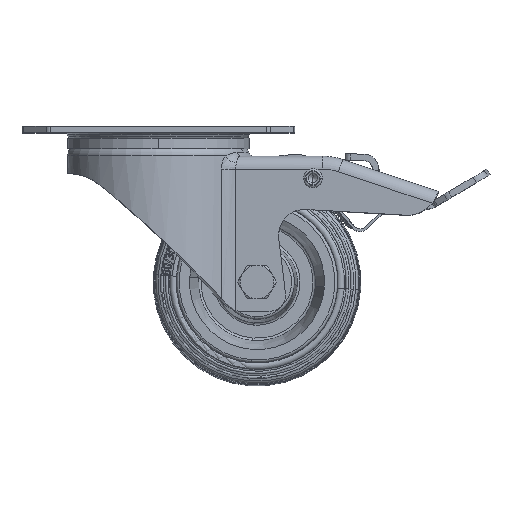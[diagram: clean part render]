
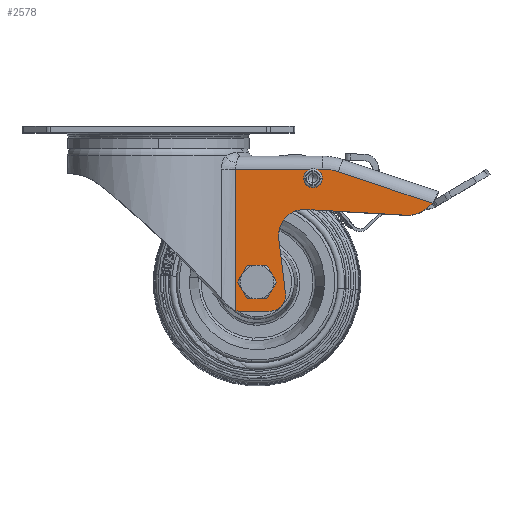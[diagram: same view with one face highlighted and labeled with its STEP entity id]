
A CAD part, top view. The second image highlights one B-rep face of the part: STEP entity #2578.
In plain terms, the highlighted planar face has unit normal (0, 0, 1).
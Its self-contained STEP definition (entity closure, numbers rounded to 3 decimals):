
#61 = ORIENTED_EDGE ( 'NONE', *, *, #7192, .T. ) ;
#568 = PLANE ( 'NONE',  #26336 ) ;
#945 = CIRCLE ( 'NONE', #66967, 6. ) ;
#1505 = ORIENTED_EDGE ( 'NONE', *, *, #14281, .T. ) ;
#2578 = ADVANCED_FACE ( 'NONE', ( #39296, #14349, #78176 ), #568, .T. ) ;
#2819 = VECTOR ( 'NONE', #66048, 1000. ) ;
#2889 = VECTOR ( 'NONE', #82337, 1000. ) ;
#5285 = VERTEX_POINT ( 'NONE', #47017 ) ;
#5319 = EDGE_CURVE ( 'NONE', #18894, #35839, #945, .T. ) ;
#5352 = CIRCLE ( 'NONE', #85201, 6. ) ;
#7192 = EDGE_CURVE ( 'NONE', #5285, #35839, #62485, .T. ) ;
#7549 = EDGE_CURVE ( 'NONE', #34281, #56369, #65740, .T. ) ;
#7895 = EDGE_CURVE ( 'NONE', #24430, #44400, #35521, .T. ) ;
#8028 = EDGE_CURVE ( 'NONE', #56369, #34281, #25913, .T. ) ;
#8752 = CARTESIAN_POINT ( 'NONE',  ( 62.1, -14., 23. ) ) ;
#8946 = CARTESIAN_POINT ( 'NONE',  ( 31.5, -59.2, 23. ) ) ;
#9628 = CARTESIAN_POINT ( 'NONE',  ( 63.025, -10.5, 23. ) ) ;
#9783 = DIRECTION ( 'NONE',  ( 0., -1., 0. ) ) ;
#9945 = DIRECTION ( 'NONE',  ( 0.993, 0.122, 0. ) ) ;
#12218 = DIRECTION ( 'NONE',  ( 0., 0., -1. ) ) ;
#14126 = CARTESIAN_POINT ( 'NONE',  ( 38., -54., 23. ) ) ;
#14281 = EDGE_CURVE ( 'NONE', #84327, #41197, #18830, .T. ) ;
#14335 = LINE ( 'NONE', #21237, #2819 ) ;
#14349 = FACE_BOUND ( 'NONE', #41490, .T. ) ;
#14979 = CARTESIAN_POINT ( 'NONE',  ( 29.799, -19.522, 23. ) ) ;
#15622 = AXIS2_PLACEMENT_3D ( 'NONE', #39389, #72651, #34211 ) ;
#16006 = CARTESIAN_POINT ( 'NONE',  ( 43., -59.2, 23. ) ) ;
#16417 = VERTEX_POINT ( 'NONE', #56931 ) ;
#17059 = DIRECTION ( 'NONE',  ( 0., 0., 1. ) ) ;
#18122 = DIRECTION ( 'NONE',  ( 0.122, -0.993, 0. ) ) ;
#18830 = CIRCLE ( 'NONE', #29767, 20. ) ;
#18894 = VERTEX_POINT ( 'NONE', #62262 ) ;
#19074 = AXIS2_PLACEMENT_3D ( 'NONE', #84864, #58091, #31763 ) ;
#19844 = CARTESIAN_POINT ( 'NONE',  ( 95.279, -28.232, 23. ) ) ;
#19882 = EDGE_CURVE ( 'NONE', #16417, #72510, #83471, .T. ) ;
#21237 = CARTESIAN_POINT ( 'NONE',  ( 95.279, -28.232, 23. ) ) ;
#21653 = EDGE_CURVE ( 'NONE', #66144, #24062, #40393, .T. ) ;
#23733 = LINE ( 'NONE', #43507, #34575 ) ;
#24062 = VERTEX_POINT ( 'NONE', #38226 ) ;
#24430 = VERTEX_POINT ( 'NONE', #65828 ) ;
#25913 = CIRCLE ( 'NONE', #19074, 2.6 ) ;
#26336 = AXIS2_PLACEMENT_3D ( 'NONE', #84686, #53574, #78597 ) ;
#29120 = DIRECTION ( 'NONE',  ( 0., 0., -1. ) ) ;
#29136 = CARTESIAN_POINT ( 'NONE',  ( 29.799, -37.62, 23. ) ) ;
#29466 = VECTOR ( 'NONE', #36551, 1000. ) ;
#29767 = AXIS2_PLACEMENT_3D ( 'NONE', #31205, #17059, #70068 ) ;
#30340 = EDGE_CURVE ( 'NONE', #44400, #24062, #14335, .T. ) ;
#31205 = CARTESIAN_POINT ( 'NONE',  ( 63.025, -30.5, 23. ) ) ;
#31763 = DIRECTION ( 'NONE',  ( -0.962, -0.275, 0. ) ) ;
#31783 = CARTESIAN_POINT ( 'NONE',  ( 63.025, -10.5, 23. ) ) ;
#32793 = AXIS2_PLACEMENT_3D ( 'NONE', #42151, #81040, #49087 ) ;
#34211 = DIRECTION ( 'NONE',  ( 1., 0., 0. ) ) ;
#34281 = VERTEX_POINT ( 'NONE', #8752 ) ;
#34575 = VECTOR ( 'NONE', #18122, 1000. ) ;
#34761 = CARTESIAN_POINT ( 'NONE',  ( 29.799, -64.954, 23. ) ) ;
#35521 = CIRCLE ( 'NONE', #32793, 12. ) ;
#35839 = VERTEX_POINT ( 'NONE', #72710 ) ;
#36512 = CARTESIAN_POINT ( 'NONE',  ( 33.9, -54., 23. ) ) ;
#36551 = DIRECTION ( 'NONE',  ( 1., 0., 0. ) ) ;
#36970 = CARTESIAN_POINT ( 'NONE',  ( 31.5, -65.2, 23. ) ) ;
#38226 = CARTESIAN_POINT ( 'NONE',  ( 56.844, -26.041, 23. ) ) ;
#39296 = FACE_OUTER_BOUND ( 'NONE', #61501, .T. ) ;
#39389 = CARTESIAN_POINT ( 'NONE',  ( 38., -54., 23. ) ) ;
#40360 = DIRECTION ( 'NONE',  ( 1., 0., 0. ) ) ;
#40393 = CIRCLE ( 'NONE', #63827, 10. ) ;
#41107 = ORIENTED_EDGE ( 'NONE', *, *, #8028, .T. ) ;
#41197 = VERTEX_POINT ( 'NONE', #9628 ) ;
#41309 = ORIENTED_EDGE ( 'NONE', *, *, #69149, .T. ) ;
#41490 = EDGE_LOOP ( 'NONE', ( #52306, #80450 ) ) ;
#42151 = CARTESIAN_POINT ( 'NONE',  ( 95.962, -16.251, 23. ) ) ;
#42342 = DIRECTION ( 'NONE',  ( -0.948, 0.317, 0. ) ) ;
#42782 = EDGE_CURVE ( 'NONE', #24430, #84327, #56176, .T. ) ;
#43507 = CARTESIAN_POINT ( 'NONE',  ( 46.349, -37.244, 23. ) ) ;
#43551 = CARTESIAN_POINT ( 'NONE',  ( 69.371, -11.534, 23. ) ) ;
#43655 = CARTESIAN_POINT ( 'NONE',  ( 59.5, -14., 23. ) ) ;
#44400 = VERTEX_POINT ( 'NONE', #19844 ) ;
#45733 = EDGE_CURVE ( 'NONE', #51909, #52525, #50013, .T. ) ;
#45826 = CIRCLE ( 'NONE', #15622, 4.1 ) ;
#45976 = ORIENTED_EDGE ( 'NONE', *, *, #19882, .F. ) ;
#46440 = DIRECTION ( 'NONE',  ( 0., 0., -1. ) ) ;
#46816 = ORIENTED_EDGE ( 'NONE', *, *, #50969, .F. ) ;
#47017 = CARTESIAN_POINT ( 'NONE',  ( 31.5, -65.2, 23. ) ) ;
#47551 = CARTESIAN_POINT ( 'NONE',  ( 29.799, -10.5, 23. ) ) ;
#47716 = CARTESIAN_POINT ( 'NONE',  ( 56.275, -36.025, 23. ) ) ;
#48323 = DIRECTION ( 'NONE',  ( 0., 0., -1. ) ) ;
#49023 = CARTESIAN_POINT ( 'NONE',  ( 29.799, -55.825, 23. ) ) ;
#49087 = DIRECTION ( 'NONE',  ( 0.79, -0.613, 0. ) ) ;
#49290 = CARTESIAN_POINT ( 'NONE',  ( 105.445, -23.604, 23. ) ) ;
#50013 = CIRCLE ( 'NONE', #67955, 4.1 ) ;
#50969 = EDGE_CURVE ( 'NONE', #66144, #18894, #23733, .T. ) ;
#51909 = VERTEX_POINT ( 'NONE', #65395 ) ;
#52306 = ORIENTED_EDGE ( 'NONE', *, *, #63397, .T. ) ;
#52525 = VERTEX_POINT ( 'NONE', #36512 ) ;
#53213 = ORIENTED_EDGE ( 'NONE', *, *, #5319, .F. ) ;
#53405 = ORIENTED_EDGE ( 'NONE', *, *, #7549, .T. ) ;
#53574 = DIRECTION ( 'NONE',  ( 0., 0., 1. ) ) ;
#55624 = CARTESIAN_POINT ( 'NONE',  ( 56.9, -14., 23. ) ) ;
#55910 = DIRECTION ( 'NONE',  ( 0., 0., -1. ) ) ;
#56176 = LINE ( 'NONE', #49290, #57899 ) ;
#56337 = CARTESIAN_POINT ( 'NONE',  ( 29.799, -10.5, 23. ) ) ;
#56369 = VERTEX_POINT ( 'NONE', #55624 ) ;
#56931 = CARTESIAN_POINT ( 'NONE',  ( 29.799, -64.954, 23. ) ) ;
#57899 = VECTOR ( 'NONE', #42342, 1000. ) ;
#58091 = DIRECTION ( 'NONE',  ( 0., 0., -1. ) ) ;
#61501 = EDGE_LOOP ( 'NONE', ( #73570, #80081, #1505, #41309, #45976, #83424, #61, #53213, #46816, #70975, #74229 ) ) ;
#62262 = CARTESIAN_POINT ( 'NONE',  ( 48.955, -58.469, 23. ) ) ;
#62485 = LINE ( 'NONE', #36970, #29466 ) ;
#62901 = LINE ( 'NONE', #31783, #2889 ) ;
#63397 = EDGE_CURVE ( 'NONE', #52525, #51909, #45826, .T. ) ;
#63827 = AXIS2_PLACEMENT_3D ( 'NONE', #47716, #29120, #75728 ) ;
#65395 = CARTESIAN_POINT ( 'NONE',  ( 42.1, -54., 23. ) ) ;
#65740 = CIRCLE ( 'NONE', #76761, 2.6 ) ;
#65828 = CARTESIAN_POINT ( 'NONE',  ( 105.445, -23.604, 23. ) ) ;
#66048 = DIRECTION ( 'NONE',  ( -0.998, 0.057, 0. ) ) ;
#66144 = VERTEX_POINT ( 'NONE', #78804 ) ;
#66967 = AXIS2_PLACEMENT_3D ( 'NONE', #16006, #48323, #9945 ) ;
#67717 = EDGE_CURVE ( 'NONE', #5285, #16417, #5352, .T. ) ;
#67955 = AXIS2_PLACEMENT_3D ( 'NONE', #14126, #46440, #40360 ) ;
#69149 = EDGE_CURVE ( 'NONE', #41197, #72510, #62901, .T. ) ;
#69866 = EDGE_LOOP ( 'NONE', ( #41107, #53405 ) ) ;
#70068 = DIRECTION ( 'NONE',  ( 0.317, 0.948, 0. ) ) ;
#70975 = ORIENTED_EDGE ( 'NONE', *, *, #21653, .T. ) ;
#72510 = VERTEX_POINT ( 'NONE', #47551 ) ;
#72651 = DIRECTION ( 'NONE',  ( 0., 0., -1. ) ) ;
#72710 = CARTESIAN_POINT ( 'NONE',  ( 43., -65.2, 23. ) ) ;
#73570 = ORIENTED_EDGE ( 'NONE', *, *, #7895, .F. ) ;
#74229 = ORIENTED_EDGE ( 'NONE', *, *, #30340, .F. ) ;
#75728 = DIRECTION ( 'NONE',  ( -0.993, -0.122, 0. ) ) ;
#76761 = AXIS2_PLACEMENT_3D ( 'NONE', #43655, #12218, #81824 ) ;
#78176 = FACE_BOUND ( 'NONE', #69866, .T. ) ;
#78597 = DIRECTION ( 'NONE',  ( 0., -1., 0. ) ) ;
#78804 = CARTESIAN_POINT ( 'NONE',  ( 46.349, -37.244, 23. ) ) ;
#80081 = ORIENTED_EDGE ( 'NONE', *, *, #42782, .T. ) ;
#80450 = ORIENTED_EDGE ( 'NONE', *, *, #45733, .T. ) ;
#81040 = DIRECTION ( 'NONE',  ( 0., 0., -1. ) ) ;
#81824 = DIRECTION ( 'NONE',  ( -0.962, -0.275, 0. ) ) ;
#82337 = DIRECTION ( 'NONE',  ( -1., 0., 0. ) ) ;
#83424 = ORIENTED_EDGE ( 'NONE', *, *, #67717, .F. ) ;
#83471 = B_SPLINE_CURVE_WITH_KNOTS ( 'NONE', 3,
 ( #34761, #49023, #29136, #14979, #56337 ),
 .UNSPECIFIED., .F., .F.,
 ( 4, 1, 4 ),
 ( 0., 0.5, 1. ),
 .UNSPECIFIED. ) ;
#84327 = VERTEX_POINT ( 'NONE', #43551 ) ;
#84686 = CARTESIAN_POINT ( 'NONE',  ( 114., -5.5, 23. ) ) ;
#84864 = CARTESIAN_POINT ( 'NONE',  ( 59.5, -14., 23. ) ) ;
#85201 = AXIS2_PLACEMENT_3D ( 'NONE', #8946, #55910, #9783 ) ;
